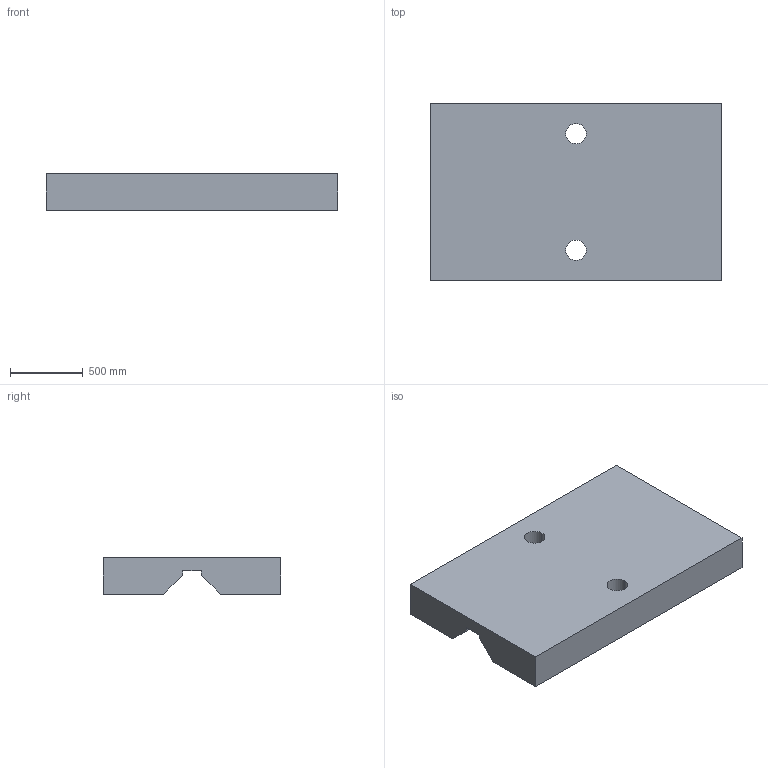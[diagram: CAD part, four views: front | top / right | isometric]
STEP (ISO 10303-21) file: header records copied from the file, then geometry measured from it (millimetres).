
FILE_DESCRIPTION(('produced by SPATIAL CORP'),'2;1');
FILE_NAME( 'ss1_insert.step.hh.sat.stp','2002-04-22T10:02:21+00:00',('SPATIAL CORP'),( 'SPATIAL CORP'),'ACIS STEP Husk','http://www.spatial.com', 'SPATIAL CORP');
FILE_SCHEMA(('CONFIG_CONTROL_DESIGN'));
Length unit declared in the file: millimetre
Products named in the file (1): PRODUCT_ID_1
Bounding box: 2000 x 1220 x 250 mm (x, y, z)
Volume: 521022036.6 mm3; surface area: 6973672.4 mm2
Topology: 1 solids, 1 shells, 22 faces, 54 edges, 36 vertices
Faces by surface type: plane 14, cylinder 8
Entity records: 687 total; most frequent: ORIENTED_EDGE 108, CARTESIAN_POINT 100, DIRECTION 90, EDGE_CURVE 54, VECTOR 38, LINE 38, VERTEX_POINT 36, EDGE_LOOP 28
